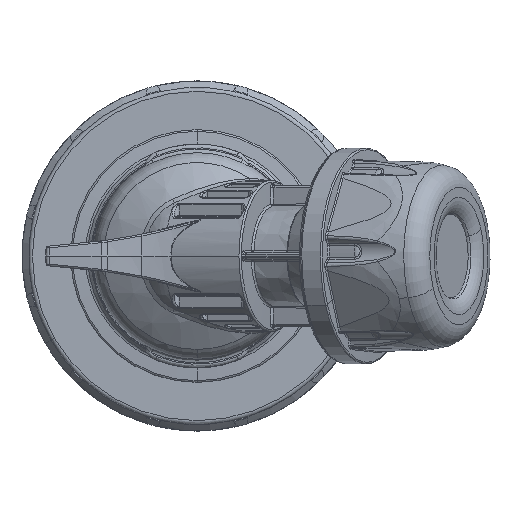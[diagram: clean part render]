
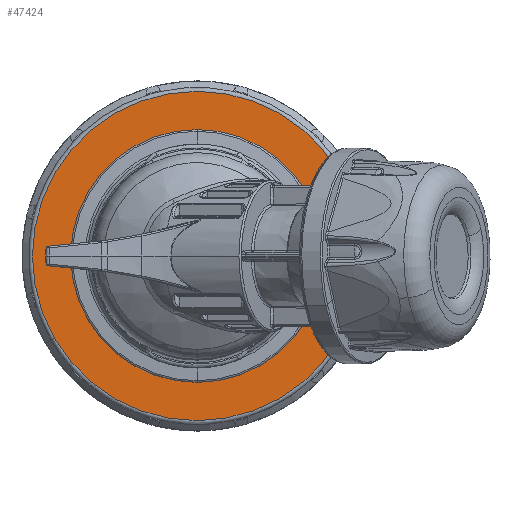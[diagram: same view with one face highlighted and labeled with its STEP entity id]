
A CAD part, left-side view. The second image highlights one B-rep face of the part: STEP entity #47424.
In plain terms, the highlighted planar face has unit normal (-1, 0, 0).
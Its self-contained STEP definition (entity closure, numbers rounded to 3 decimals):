
#795 = CARTESIAN_POINT ( 'NONE',  ( -3., 37.672, -21.75 ) ) ;
#1940 = AXIS2_PLACEMENT_3D ( 'NONE', #31716, #25480, #71122 ) ;
#2848 = DIRECTION ( 'NONE',  ( 0., -0.866, 0.5 ) ) ;
#3973 = EDGE_CURVE ( 'NONE', #19383, #16546, #71356, .T. ) ;
#6261 = ORIENTED_EDGE ( 'NONE', *, *, #64235, .F. ) ;
#6456 = EDGE_LOOP ( 'NONE', ( #6261, #9870 ) ) ;
#8372 = CARTESIAN_POINT ( 'NONE',  ( -3., -28.709, 16.575 ) ) ;
#9870 = ORIENTED_EDGE ( 'NONE', *, *, #3973, .F. ) ;
#12236 = AXIS2_PLACEMENT_3D ( 'NONE', #69681, #53508, #25125 ) ;
#15600 = ORIENTED_EDGE ( 'NONE', *, *, #40506, .T. ) ;
#16546 = VERTEX_POINT ( 'NONE', #8372 ) ;
#18073 = FACE_OUTER_BOUND ( 'NONE', #48320, .T. ) ;
#18439 = PLANE ( 'NONE',  #68691 ) ;
#19383 = VERTEX_POINT ( 'NONE', #20678 ) ;
#20678 = CARTESIAN_POINT ( 'NONE',  ( -3., 28.709, -16.575 ) ) ;
#21602 = CARTESIAN_POINT ( 'NONE',  ( -3., 0., 0. ) ) ;
#23589 = CARTESIAN_POINT ( 'NONE',  ( -3., 16.7, 28.925 ) ) ;
#25125 = DIRECTION ( 'NONE',  ( 0., -0.866, 0.5 ) ) ;
#25480 = DIRECTION ( 'NONE',  ( -1., 0., 0. ) ) ;
#26918 = AXIS2_PLACEMENT_3D ( 'NONE', #21602, #66866, #49244 ) ;
#31716 = CARTESIAN_POINT ( 'NONE',  ( -3., 0., 0. ) ) ;
#35374 = DIRECTION ( 'NONE',  ( 0., -0.866, 0.5 ) ) ;
#39655 = VERTEX_POINT ( 'NONE', #795 ) ;
#40506 = EDGE_CURVE ( 'NONE', #44945, #39655, #43073, .T. ) ;
#40831 = ORIENTED_EDGE ( 'NONE', *, *, #70773, .T. ) ;
#42936 = DIRECTION ( 'NONE',  ( -1., 0., 0. ) ) ;
#43073 = CIRCLE ( 'NONE', #1940, 43.5 ) ;
#44945 = VERTEX_POINT ( 'NONE', #72466 ) ;
#46084 = DIRECTION ( 'NONE',  ( -1., 0., 0. ) ) ;
#47424 = ADVANCED_FACE ( 'NONE', ( #18073, #62605 ), #18439, .T. ) ;
#48320 = EDGE_LOOP ( 'NONE', ( #15600, #40831 ) ) ;
#49244 = DIRECTION ( 'NONE',  ( 0., -0.866, 0.5 ) ) ;
#53508 = DIRECTION ( 'NONE',  ( -1., 0., 0. ) ) ;
#58685 = CIRCLE ( 'NONE', #26918, 33.15 ) ;
#59635 = AXIS2_PLACEMENT_3D ( 'NONE', #71256, #42936, #2848 ) ;
#60424 = CIRCLE ( 'NONE', #12236, 43.5 ) ;
#62605 = FACE_BOUND ( 'NONE', #6456, .T. ) ;
#64235 = EDGE_CURVE ( 'NONE', #16546, #19383, #58685, .T. ) ;
#66866 = DIRECTION ( 'NONE',  ( -1., 0., 0. ) ) ;
#68691 = AXIS2_PLACEMENT_3D ( 'NONE', #23589, #46084, #35374 ) ;
#69681 = CARTESIAN_POINT ( 'NONE',  ( -3., 0., 0. ) ) ;
#70773 = EDGE_CURVE ( 'NONE', #39655, #44945, #60424, .T. ) ;
#71122 = DIRECTION ( 'NONE',  ( 0., -0.866, 0.5 ) ) ;
#71256 = CARTESIAN_POINT ( 'NONE',  ( -3., 0., 0. ) ) ;
#71356 = CIRCLE ( 'NONE', #59635, 33.15 ) ;
#72466 = CARTESIAN_POINT ( 'NONE',  ( -3., -37.672, 21.75 ) ) ;
